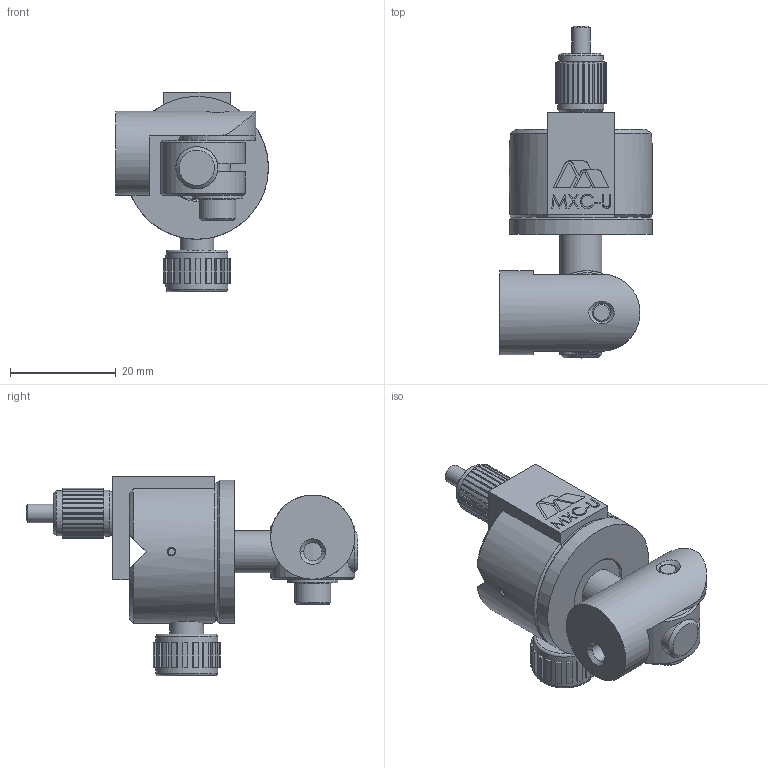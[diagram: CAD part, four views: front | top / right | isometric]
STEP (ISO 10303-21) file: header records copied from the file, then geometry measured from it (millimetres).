
FILE_DESCRIPTION (( 'STEP AP203' ), '1' );
FILE_NAME ('14770000E_step.STEP', '2018-10-26T21:46:10', ( '' ), ( '' ), 'SwSTEP 2.0', 'SolidWorks 2016', '' );
FILE_SCHEMA (( 'CONFIG_CONTROL_DESIGN' ));
Length unit declared in the file: inch
Products named in the file (1): 14770000E_step
Bounding box: 28.83 x 62.64 x 37.7 mm (x, y, z)
Volume: 18376.8 mm3; surface area: 7620.4 mm2
Topology: 1 solids, 2 shells, 575 faces, 1565 edges, 1028 vertices
Faces by surface type: plane 445, cylinder 81, cone 31, bspline 16, torus 2
Full cylindrical faces by diameter (mm): 1.59 x1, 3.454 x2, 3.505 x1, 4.699 x2, 6.35 x3, 6.858 x1, 7.937 x1, 8.458 x1, 8.712 x1, 9.525 x1, 11.684 x1, 14.275 x1, 15.875 x2, 26.975 x1
Entity records: 19107 total; most frequent: CARTESIAN_POINT 4743, ORIENTED_EDGE 3012, DIRECTION 2794, EDGE_CURVE 1506, LINE 1202, VECTOR 1202, VERTEX_POINT 1007, AXIS2_PLACEMENT_3D 796
